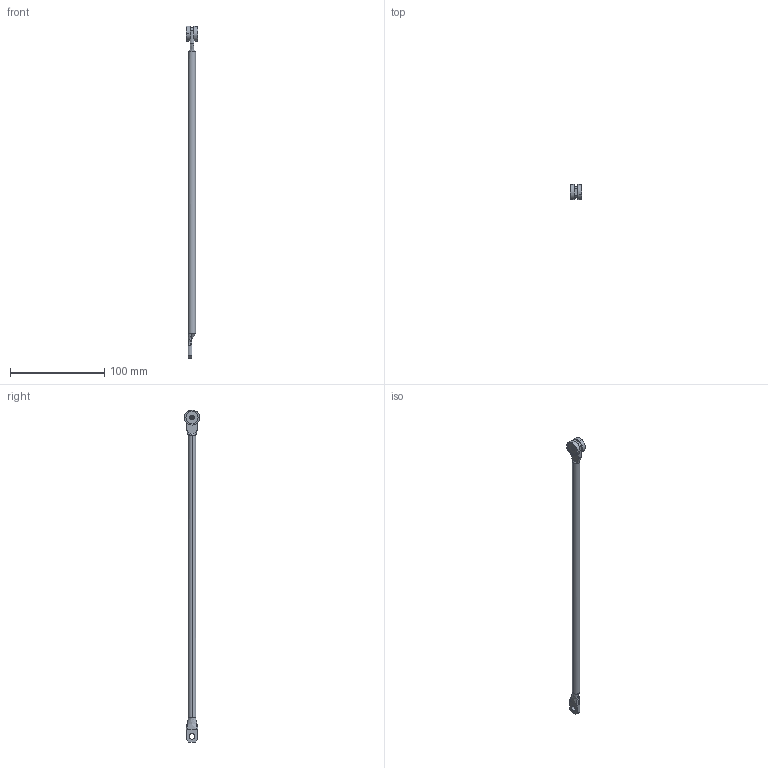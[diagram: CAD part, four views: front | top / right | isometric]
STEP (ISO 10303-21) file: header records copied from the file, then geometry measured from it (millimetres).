
FILE_DESCRIPTION (( 'STEP AP203' ), '1' );
FILE_NAME ('ICM02.L.STEP', '2022-08-26T08:26:18', ( '' ), ( '' ), 'SwSTEP 2.0', 'SolidWorks 2021', '' );
FILE_SCHEMA (( 'CONFIG_CONTROL_DESIGN' ));
Length unit declared in the file: millimetre
Products named in the file (1): ICM02.L
Bounding box: 12.15 x 16 x 352 mm (x, y, z)
Surface area: 10374.8 mm2 (no closed solid volume)
Topology: 0 solids, 5 shells, 54 faces, 151 edges, 100 vertices
Faces by surface type: cylinder 20, plane 19, cone 6, bspline 5, torus 2, sphere 2
Entity records: 2404 total; most frequent: CARTESIAN_POINT 1037, ORIENTED_EDGE 270, DIRECTION 244, EDGE_CURVE 146, VERTEX_POINT 100, AXIS2_PLACEMENT_3D 98, EDGE_LOOP 65, ADVANCED_FACE 54
